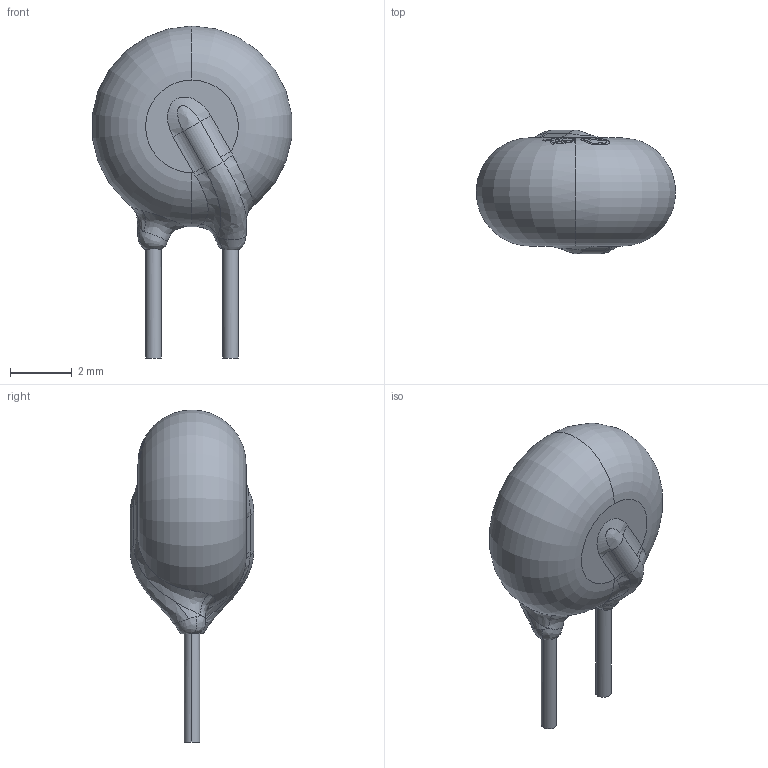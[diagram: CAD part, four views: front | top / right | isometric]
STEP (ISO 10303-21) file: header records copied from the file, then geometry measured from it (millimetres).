
FILE_DESCRIPTION (( 'STEP AP214' ), '1' );
FILE_NAME ('RES-TH_L6.5-W4.0-H10.0-P2.50-D0.5.step', '2022-07-28T10:08:52', ( '' ), ( '' ), 'SwSTEP 2.0', 'SolidWorks 2020', '' );
FILE_SCHEMA (( 'AUTOMOTIVE_DESIGN' ));
Length unit declared in the file: millimetre
Products named in the file (1): RES-TH_L6.5-W4.0-H10.0-P2.50-D0.5
Bounding box: 6.45 x 4 x 10.75 mm (x, y, z)
Volume: 97.6 mm3; surface area: 122.3 mm2
Topology: 1 solids, 1 shells, 264 faces, 713 edges, 470 vertices
Faces by surface type: bspline 120, plane 113, torus 21, cylinder 10
Entity records: 16106 total; most frequent: CARTESIAN_POINT 7815, ORIENTED_EDGE 1426, EDGE_CURVE 713, DIRECTION 567, VERTEX_POINT 470, B_SPLINE_CURVE_WITH_KNOTS 462, EDGE_LOOP 283, UNCERTAINTY_MEASURE_WITH_UNIT 267
